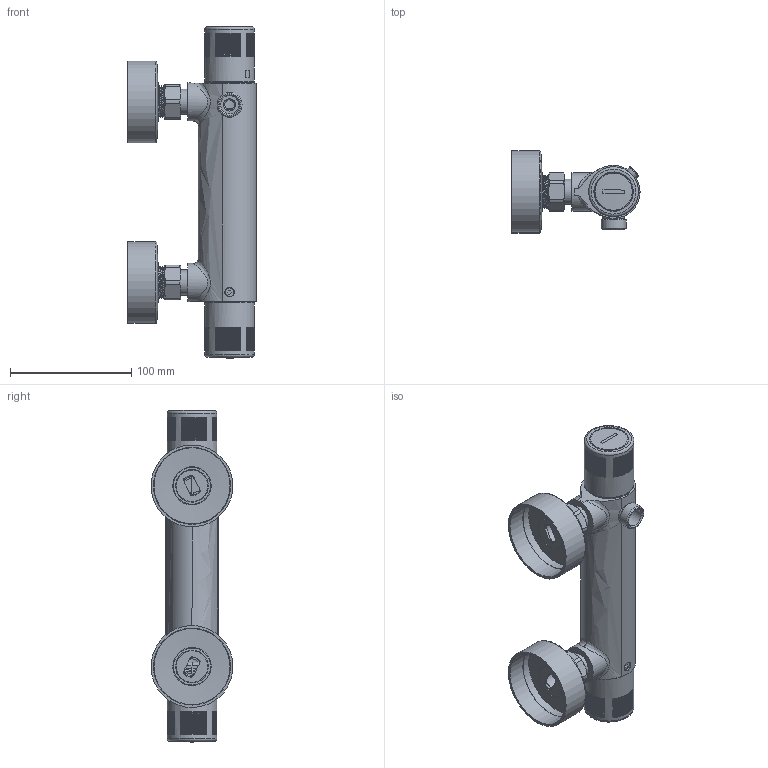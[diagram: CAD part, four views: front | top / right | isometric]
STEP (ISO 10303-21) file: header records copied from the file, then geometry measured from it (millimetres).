
FILE_DESCRIPTION (( 'STEP AP203' ), '1' );
FILE_NAME ('87DP03971.STEP', '2024-12-10T12:54:07', ( '' ), ( '' ), 'SwSTEP 2.0', 'SolidWorks 2021', '' );
FILE_SCHEMA (( 'CONFIG_CONTROL_DESIGN' ));
Length unit declared in the file: millimetre
Products named in the file (1): 87DP03971
Bounding box: 105.6 x 67.48 x 273.75 mm (x, y, z)
Volume: 212366.8 mm3; surface area: 172017.8 mm2
Topology: 20 solids, 22 shells, 2369 faces, 5985 edges, 3683 vertices
Faces by surface type: plane 1642, cylinder 470, bspline 144, cone 78, torus 21, sphere 14
Full cylindrical faces by diameter (mm): 3 x8, 4.5 x1, 4.8 x2, 5.8 x10, 6 x1, 7.5 x1, 7.8 x1, 8.2 x1, 10 x1, 12.5 x2, 12.6 x1, 13 x1, 14 x1, 15 x5, 16 x1, 16.2 x2, 18 x3, 18.2 x2, 18.5 x3, 18.8 x2, 19 x1, 20 x2, 20.5 x2, 20.6 x1, 20.8 x2, 21 x2, 21.5 x1, 24 x2, 24.088 x2, 24.4 x1
Entity records: 94357 total; most frequent: CARTESIAN_POINT 41463, ORIENTED_EDGE 11346, DIRECTION 10038, EDGE_CURVE 5673, VERTEX_POINT 3571, VECTOR 3404, LINE 3404, AXIS2_PLACEMENT_3D 3317
